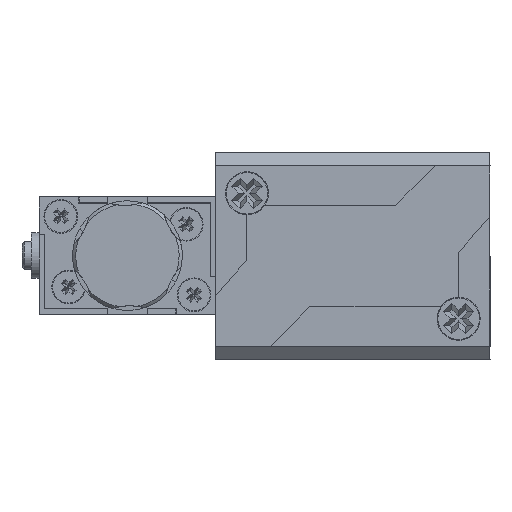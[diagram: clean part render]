
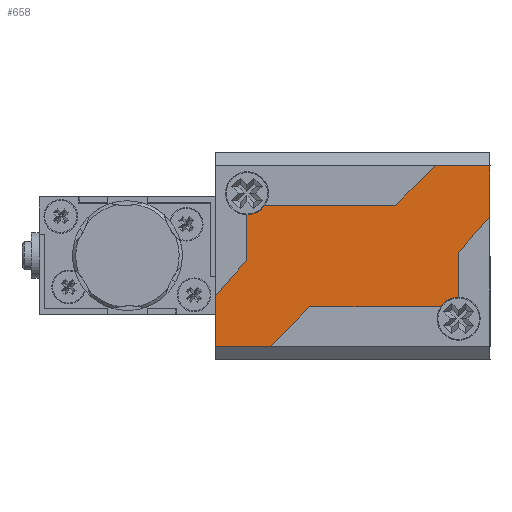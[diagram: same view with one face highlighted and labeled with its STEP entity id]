
A CAD part, left-side view. The second image highlights one B-rep face of the part: STEP entity #658.
In plain terms, the highlighted face is planar.
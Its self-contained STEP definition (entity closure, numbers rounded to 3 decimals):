
#231 = AXIS2_PLACEMENT_3D ( 'NONE', #4793, #4794, #4795 ) ;
#241 = AXIS2_PLACEMENT_3D ( 'NONE', #7908, #7909, #7910 ) ;
#658 = ADVANCED_FACE ( 'NONE', ( #3859 ), #10146, .T. ) ;
#1279 = EDGE_CURVE ( 'NONE', #15013, #5671, #2592, .T. ) ;
#1323 = EDGE_CURVE ( 'NONE', #14980, #5604, #2756, .T. ) ;
#1327 = EDGE_CURVE ( 'NONE', #14976, #14978, #2772, .T. ) ;
#1333 = EDGE_CURVE ( 'NONE', #14978, #5601, #2796, .T. ) ;
#1335 = EDGE_CURVE ( 'NONE', #5676, #14980, #2804, .T. ) ;
#1344 = EDGE_CURVE ( 'NONE', #5601, #5608, #2839, .T. ) ;
#1346 = EDGE_CURVE ( 'NONE', #5608, #14969, #2847, .T. ) ;
#1347 = EDGE_CURVE ( 'NONE', #5661, #14986, #2851, .T. ) ;
#1350 = EDGE_CURVE ( 'NONE', #14986, #5676, #2863, .T. ) ;
#1352 = EDGE_CURVE ( 'NONE', #5604, #5630, #2871, .T. ) ;
#1353 = EDGE_CURVE ( 'NONE', #5630, #5671, #2875, .T. ) ;
#1354 = EDGE_CURVE ( 'NONE', #15013, #14971, #2879, .T. ) ;
#1356 = EDGE_CURVE ( 'NONE', #14971, #14976, #2887, .T. ) ;
#1357 = EDGE_CURVE ( 'NONE', #5661, #14969, #2894, .T. ) ;
#1848 = ORIENTED_EDGE ( 'NONE', *, *, #1357, .F. ) ;
#1849 = ORIENTED_EDGE ( 'NONE', *, *, #1347, .T. ) ;
#1850 = ORIENTED_EDGE ( 'NONE', *, *, #1350, .T. ) ;
#1851 = ORIENTED_EDGE ( 'NONE', *, *, #1335, .T. ) ;
#1852 = ORIENTED_EDGE ( 'NONE', *, *, #1323, .T. ) ;
#1853 = ORIENTED_EDGE ( 'NONE', *, *, #1352, .T. ) ;
#1854 = ORIENTED_EDGE ( 'NONE', *, *, #1353, .T. ) ;
#1855 = ORIENTED_EDGE ( 'NONE', *, *, #1279, .F. ) ;
#1856 = ORIENTED_EDGE ( 'NONE', *, *, #1354, .T. ) ;
#1857 = ORIENTED_EDGE ( 'NONE', *, *, #1356, .T. ) ;
#1858 = ORIENTED_EDGE ( 'NONE', *, *, #1327, .T. ) ;
#1859 = ORIENTED_EDGE ( 'NONE', *, *, #1333, .T. ) ;
#1860 = ORIENTED_EDGE ( 'NONE', *, *, #1344, .T. ) ;
#1861 = ORIENTED_EDGE ( 'NONE', *, *, #1346, .T. ) ;
#2592 = CIRCLE ( 'NONE', #231, 2.75 ) ;
#2756 = LINE ( 'NONE', #7839, #2758 ) ;
#2758 = VECTOR ( 'NONE', #7840, 1000. ) ;
#2772 = LINE ( 'NONE', #7847, #2774 ) ;
#2774 = VECTOR ( 'NONE', #7848, 1000. ) ;
#2796 = LINE ( 'NONE', #7859, #2798 ) ;
#2798 = VECTOR ( 'NONE', #7860, 1000. ) ;
#2804 = LINE ( 'NONE', #7863, #2806 ) ;
#2806 = VECTOR ( 'NONE', #7864, 1000. ) ;
#2839 = LINE ( 'NONE', #7882, #2841 ) ;
#2841 = VECTOR ( 'NONE', #7883, 1000. ) ;
#2847 = LINE ( 'NONE', #7886, #2849 ) ;
#2849 = VECTOR ( 'NONE', #7887, 1000. ) ;
#2851 = LINE ( 'NONE', #7888, #2853 ) ;
#2853 = VECTOR ( 'NONE', #7889, 1000. ) ;
#2863 = LINE ( 'NONE', #7894, #2865 ) ;
#2865 = VECTOR ( 'NONE', #7895, 1000. ) ;
#2871 = LINE ( 'NONE', #7898, #2873 ) ;
#2873 = VECTOR ( 'NONE', #7899, 1000. ) ;
#2875 = LINE ( 'NONE', #7900, #2877 ) ;
#2877 = VECTOR ( 'NONE', #7901, 1000. ) ;
#2879 = LINE ( 'NONE', #7902, #2881 ) ;
#2881 = VECTOR ( 'NONE', #7903, 1000. ) ;
#2887 = LINE ( 'NONE', #7906, #2889 ) ;
#2889 = VECTOR ( 'NONE', #7907, 1000. ) ;
#2894 = CIRCLE ( 'NONE', #241, 2.75 ) ;
#3193 = EDGE_LOOP ( 'NONE', ( #1848, #1849, #1850, #1851, #1852, #1853, #1854, #1855, #1856, #1857, #1858, #1859, #1860, #1861 ) ) ;
#3859 = FACE_OUTER_BOUND ( 'NONE', #3193, .T. ) ;
#4793 = CARTESIAN_POINT ( 'NONE',  ( 8., 13.5, 4. ) ) ;
#4794 = DIRECTION ( 'NONE',  ( 0., 0., 1. ) ) ;
#4795 = DIRECTION ( 'NONE',  ( 1., 0., 0. ) ) ;
#4943 = CARTESIAN_POINT ( 'NONE',  ( -11.5, 10.5, 4. ) ) ;
#4947 = CARTESIAN_POINT ( 'NONE',  ( 11.5, -10.5, 4. ) ) ;
#4953 = CARTESIAN_POINT ( 'NONE',  ( -6.5, 5.5, 4. ) ) ;
#4984 = CARTESIAN_POINT ( 'NONE',  ( 6.5, -5.5, 4. ) ) ;
#5030 = CARTESIAN_POINT ( 'NONE',  ( -5.25, -13.5, 4. ) ) ;
#5048 = CARTESIAN_POINT ( 'NONE',  ( 6.5, 11.195, 4. ) ) ;
#5060 = CARTESIAN_POINT ( 'NONE',  ( 5., -17.5, 4. ) ) ;
#5601 = VERTEX_POINT ( 'NONE', #4943 ) ;
#5604 = VERTEX_POINT ( 'NONE', #4947 ) ;
#5608 = VERTEX_POINT ( 'NONE', #4953 ) ;
#5630 = VERTEX_POINT ( 'NONE', #4984 ) ;
#5661 = VERTEX_POINT ( 'NONE', #5030 ) ;
#5671 = VERTEX_POINT ( 'NONE', #5048 ) ;
#5676 = VERTEX_POINT ( 'NONE', #5060 ) ;
#6107 = AXIS2_PLACEMENT_3D ( 'NONE', #10147, #10148, #10149 ) ;
#7839 = CARTESIAN_POINT ( 'NONE',  ( 11.5, -17.5, 4. ) ) ;
#7840 = DIRECTION ( 'NONE',  ( 0., 1., 0. ) ) ;
#7847 = CARTESIAN_POINT ( 'NONE',  ( -5., 17.5, 4. ) ) ;
#7848 = DIRECTION ( 'NONE',  ( -1., 0., 0. ) ) ;
#7859 = CARTESIAN_POINT ( 'NONE',  ( -11.5, 17.5, 4. ) ) ;
#7860 = DIRECTION ( 'NONE',  ( 0., -1., 0. ) ) ;
#7863 = CARTESIAN_POINT ( 'NONE',  ( 5., -17.5, 4. ) ) ;
#7864 = DIRECTION ( 'NONE',  ( 1., 0., 0. ) ) ;
#7882 = CARTESIAN_POINT ( 'NONE',  ( -11.5, 10.5, 4. ) ) ;
#7883 = DIRECTION ( 'NONE',  ( 0.707, -0.707, 0. ) ) ;
#7886 = CARTESIAN_POINT ( 'NONE',  ( -6.5, -13.5, 4. ) ) ;
#7887 = DIRECTION ( 'NONE',  ( 0., -1., 0. ) ) ;
#7888 = CARTESIAN_POINT ( 'NONE',  ( -6.5, -13.5, 4. ) ) ;
#7889 = DIRECTION ( 'NONE',  ( 1., 0., 0. ) ) ;
#7894 = CARTESIAN_POINT ( 'NONE',  ( 0.5, -13.5, 4. ) ) ;
#7895 = DIRECTION ( 'NONE',  ( 0.747, -0.664, 0. ) ) ;
#7898 = CARTESIAN_POINT ( 'NONE',  ( 6.5, -5.5, 4. ) ) ;
#7899 = DIRECTION ( 'NONE',  ( -0.707, 0.707, 0. ) ) ;
#7900 = CARTESIAN_POINT ( 'NONE',  ( 6.5, 13.5, 4. ) ) ;
#7901 = DIRECTION ( 'NONE',  ( 0., 1., 0. ) ) ;
#7902 = CARTESIAN_POINT ( 'NONE',  ( -0.5, 13.5, 4. ) ) ;
#7903 = DIRECTION ( 'NONE',  ( -1., 0., 0. ) ) ;
#7906 = CARTESIAN_POINT ( 'NONE',  ( -5., 17.5, 4. ) ) ;
#7907 = DIRECTION ( 'NONE',  ( -0.747, 0.664, 0. ) ) ;
#7908 = CARTESIAN_POINT ( 'NONE',  ( -8., -13.5, 4. ) ) ;
#7909 = DIRECTION ( 'NONE',  ( 0., 0., 1. ) ) ;
#7910 = DIRECTION ( 'NONE',  ( 1., 0., 0. ) ) ;
#10146 = PLANE ( 'NONE',  #6107 ) ;
#10147 = CARTESIAN_POINT ( 'NONE',  ( -11.5, 17.5, 4. ) ) ;
#10148 = DIRECTION ( 'NONE',  ( 0., 0., 1. ) ) ;
#10149 = DIRECTION ( 'NONE',  ( 1., 0., 0. ) ) ;
#11228 = CARTESIAN_POINT ( 'NONE',  ( -6.5, -11.195, 4. ) ) ;
#11231 = CARTESIAN_POINT ( 'NONE',  ( -0.5, 13.5, 4. ) ) ;
#11239 = CARTESIAN_POINT ( 'NONE',  ( -5., 17.5, 4. ) ) ;
#11243 = CARTESIAN_POINT ( 'NONE',  ( -11.5, 17.5, 4. ) ) ;
#11246 = CARTESIAN_POINT ( 'NONE',  ( 11.5, -17.5, 4. ) ) ;
#11256 = CARTESIAN_POINT ( 'NONE',  ( 0.5, -13.5, 4. ) ) ;
#11301 = CARTESIAN_POINT ( 'NONE',  ( 5.25, 13.5, 4. ) ) ;
#14969 = VERTEX_POINT ( 'NONE', #11228 ) ;
#14971 = VERTEX_POINT ( 'NONE', #11231 ) ;
#14976 = VERTEX_POINT ( 'NONE', #11239 ) ;
#14978 = VERTEX_POINT ( 'NONE', #11243 ) ;
#14980 = VERTEX_POINT ( 'NONE', #11246 ) ;
#14986 = VERTEX_POINT ( 'NONE', #11256 ) ;
#15013 = VERTEX_POINT ( 'NONE', #11301 ) ;
